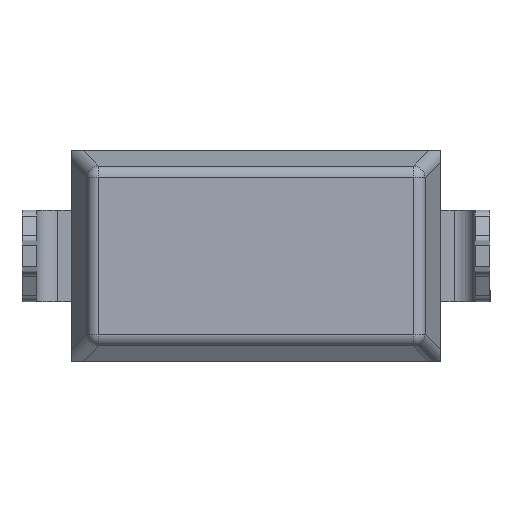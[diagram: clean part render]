
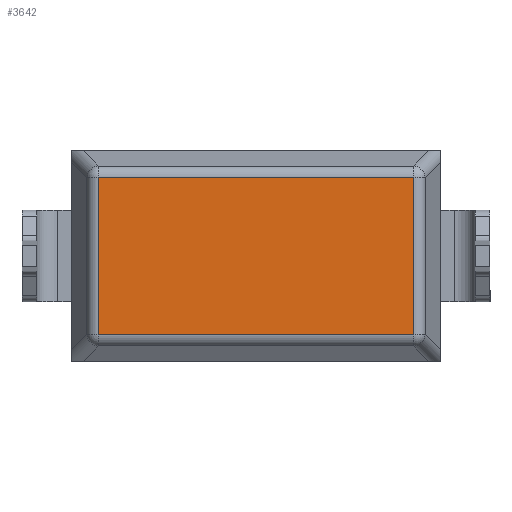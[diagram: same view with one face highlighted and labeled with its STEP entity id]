
A CAD part, front view. The second image highlights one B-rep face of the part: STEP entity #3642.
In plain terms, the highlighted planar face has unit normal (0, -1, 0).
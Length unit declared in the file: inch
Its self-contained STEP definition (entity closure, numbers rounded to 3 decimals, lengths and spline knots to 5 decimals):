
#26 = DIRECTION ( 'NONE',  ( 0., 0., 1. ) ) ;
#350 = LINE ( 'NONE', #1666, #2215 ) ;
#526 = PLANE ( 'NONE',  #541 ) ;
#541 = AXIS2_PLACEMENT_3D ( 'NONE', #4141, #2143, #550 ) ;
#550 = DIRECTION ( 'NONE',  ( 0., 0., 1. ) ) ;
#668 = CARTESIAN_POINT ( 'NONE',  ( 0.45781, -0.00421, -0.00556 ) ) ;
#669 = ORIENTED_EDGE ( 'NONE', *, *, #824, .T. ) ;
#677 = LINE ( 'NONE', #3331, #2098 ) ;
#686 = VECTOR ( 'NONE', #1308, 39.37008 ) ;
#824 = EDGE_CURVE ( 'NONE', #2576, #2223, #3253, .T. ) ;
#909 = VECTOR ( 'NONE', #3939, 39.37008 ) ;
#930 = CARTESIAN_POINT ( 'NONE',  ( 0.24905, -0.00421, -0.00556 ) ) ;
#1160 = CARTESIAN_POINT ( 'NONE',  ( 0.45781, -0.00421, -0.10959 ) ) ;
#1308 = DIRECTION ( 'NONE',  ( 0., 0., -1. ) ) ;
#1317 = ORIENTED_EDGE ( 'NONE', *, *, #2341, .T. ) ;
#1332 = DIRECTION ( 'NONE',  ( -1., 0., 0. ) ) ;
#1453 = EDGE_CURVE ( 'NONE', #4256, #1629, #350, .T. ) ;
#1629 = VERTEX_POINT ( 'NONE', #3448 ) ;
#1649 = LINE ( 'NONE', #2220, #686 ) ;
#1666 = CARTESIAN_POINT ( 'NONE',  ( 0.45781, -0.00421, -0.10959 ) ) ;
#1793 = CARTESIAN_POINT ( 'NONE',  ( 0.45781, -0.00421, -0.00556 ) ) ;
#2098 = VECTOR ( 'NONE', #26, 39.37008 ) ;
#2141 = EDGE_LOOP ( 'NONE', ( #1317, #4091, #3712, #669 ) ) ;
#2143 = DIRECTION ( 'NONE',  ( 0., 1., 0. ) ) ;
#2215 = VECTOR ( 'NONE', #1332, 39.37008 ) ;
#2220 = CARTESIAN_POINT ( 'NONE',  ( 0.24905, -0.00421, -0.00556 ) ) ;
#2223 = VERTEX_POINT ( 'NONE', #930 ) ;
#2341 = EDGE_CURVE ( 'NONE', #2223, #1629, #1649, .T. ) ;
#2576 = VERTEX_POINT ( 'NONE', #1793 ) ;
#2689 = EDGE_CURVE ( 'NONE', #4256, #2576, #677, .T. ) ;
#3253 = LINE ( 'NONE', #668, #909 ) ;
#3331 = CARTESIAN_POINT ( 'NONE',  ( 0.45781, -0.00421, -0.20959 ) ) ;
#3448 = CARTESIAN_POINT ( 'NONE',  ( 0.24905, -0.00421, -0.10959 ) ) ;
#3642 = ADVANCED_FACE ( 'NONE', ( #3893 ), #526, .F. ) ;
#3712 = ORIENTED_EDGE ( 'NONE', *, *, #2689, .T. ) ;
#3893 = FACE_OUTER_BOUND ( 'NONE', #2141, .T. ) ;
#3939 = DIRECTION ( 'NONE',  ( -1., 0., 0. ) ) ;
#4091 = ORIENTED_EDGE ( 'NONE', *, *, #1453, .F. ) ;
#4141 = CARTESIAN_POINT ( 'NONE',  ( 0.24612, -0.00421, -0.40758 ) ) ;
#4256 = VERTEX_POINT ( 'NONE', #1160 ) ;
